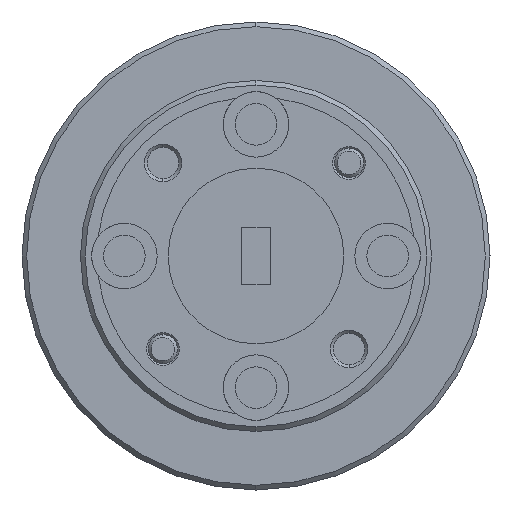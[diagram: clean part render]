
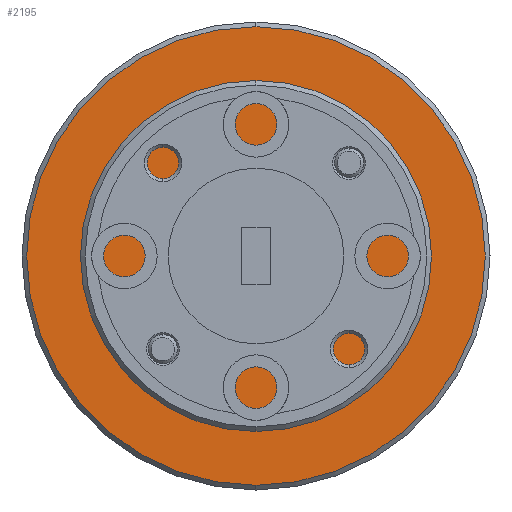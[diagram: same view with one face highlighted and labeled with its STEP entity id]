
A CAD part, left-side view. The second image highlights one B-rep face of the part: STEP entity #2195.
In plain terms, the highlighted planar face has unit normal (-1, 0, 0).
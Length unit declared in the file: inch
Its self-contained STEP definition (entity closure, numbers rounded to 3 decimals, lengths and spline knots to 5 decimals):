
#3 = EDGE_CURVE ( 'NONE', #3546, #4817, #4653, .T. ) ;
#75 = DIRECTION ( 'NONE',  ( -1., 0., 0. ) ) ;
#85 = CARTESIAN_POINT ( 'NONE',  ( -0.76247, 0.39479, -0.18304 ) ) ;
#564 = DIRECTION ( 'NONE',  ( -1., 0., 0. ) ) ;
#984 = ORIENTED_EDGE ( 'NONE', *, *, #3943, .F. ) ;
#1697 = DIRECTION ( 'NONE',  ( -1., 0., 0. ) ) ;
#1880 = AXIS2_PLACEMENT_3D ( 'NONE', #6432, #1697, #4951 ) ;
#1888 = VERTEX_POINT ( 'NONE', #85 ) ;
#2140 = PLANE ( 'NONE',  #5086 ) ;
#2178 = CARTESIAN_POINT ( 'NONE',  ( -0.76247, 0.89479, -0.67304 ) ) ;
#2180 = EDGE_LOOP ( 'NONE', ( #984, #6780 ) ) ;
#2195 = ADVANCED_FACE ( 'NONE', ( #4793, #6940 ), #2140, .T. ) ;
#2208 = CIRCLE ( 'NONE', #1880, 0.49 ) ;
#2221 = DIRECTION ( 'NONE',  ( 0., 0., 1. ) ) ;
#2283 = EDGE_CURVE ( 'NONE', #1888, #5792, #3189, .T. ) ;
#2406 = CARTESIAN_POINT ( 'NONE',  ( -0.76247, 0.39479, -1.16304 ) ) ;
#2573 = ORIENTED_EDGE ( 'NONE', *, *, #2283, .T. ) ;
#2690 = DIRECTION ( 'NONE',  ( 0., 0., 1. ) ) ;
#2754 = ORIENTED_EDGE ( 'NONE', *, *, #4417, .T. ) ;
#3113 = CARTESIAN_POINT ( 'NONE',  ( -0.76247, 0.39479, -0.49804 ) ) ;
#3166 = CARTESIAN_POINT ( 'NONE',  ( -0.76247, 0.39479, -0.67304 ) ) ;
#3189 = CIRCLE ( 'NONE', #3854, 0.49 ) ;
#3274 = CARTESIAN_POINT ( 'NONE',  ( -0.76247, 0.39479, -0.67304 ) ) ;
#3546 = VERTEX_POINT ( 'NONE', #3113 ) ;
#3854 = AXIS2_PLACEMENT_3D ( 'NONE', #4031, #4008, #6182 ) ;
#3943 = EDGE_CURVE ( 'NONE', #4817, #3546, #6431, .T. ) ;
#4008 = DIRECTION ( 'NONE',  ( -1., 0., 0. ) ) ;
#4031 = CARTESIAN_POINT ( 'NONE',  ( -0.76247, 0.39479, -0.67304 ) ) ;
#4186 = AXIS2_PLACEMENT_3D ( 'NONE', #3274, #75, #2221 ) ;
#4261 = DIRECTION ( 'NONE',  ( -1., 0., 0. ) ) ;
#4417 = EDGE_CURVE ( 'NONE', #5792, #1888, #2208, .T. ) ;
#4653 = CIRCLE ( 'NONE', #4882, 0.175 ) ;
#4793 = FACE_BOUND ( 'NONE', #2180, .T. ) ;
#4817 = VERTEX_POINT ( 'NONE', #5828 ) ;
#4882 = AXIS2_PLACEMENT_3D ( 'NONE', #3166, #564, #2690 ) ;
#4951 = DIRECTION ( 'NONE',  ( 0., 0., 1. ) ) ;
#5086 = AXIS2_PLACEMENT_3D ( 'NONE', #2178, #4261, #6412 ) ;
#5792 = VERTEX_POINT ( 'NONE', #2406 ) ;
#5828 = CARTESIAN_POINT ( 'NONE',  ( -0.76247, 0.39479, -0.84804 ) ) ;
#6088 = EDGE_LOOP ( 'NONE', ( #2754, #2573 ) ) ;
#6182 = DIRECTION ( 'NONE',  ( 0., 0., 1. ) ) ;
#6412 = DIRECTION ( 'NONE',  ( 0., 0., 1. ) ) ;
#6431 = CIRCLE ( 'NONE', #4186, 0.175 ) ;
#6432 = CARTESIAN_POINT ( 'NONE',  ( -0.76247, 0.39479, -0.67304 ) ) ;
#6780 = ORIENTED_EDGE ( 'NONE', *, *, #3, .F. ) ;
#6940 = FACE_OUTER_BOUND ( 'NONE', #6088, .T. ) ;
